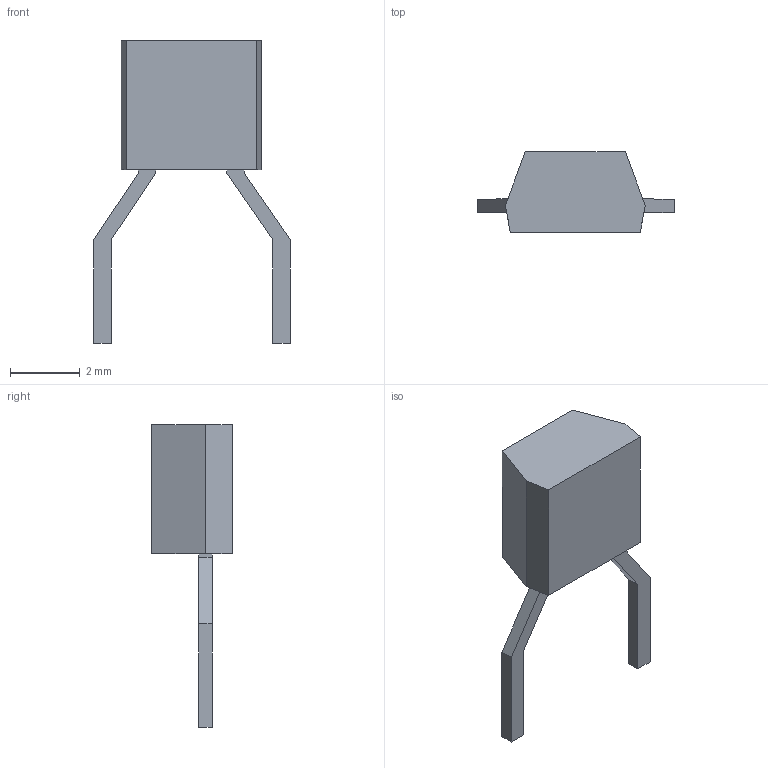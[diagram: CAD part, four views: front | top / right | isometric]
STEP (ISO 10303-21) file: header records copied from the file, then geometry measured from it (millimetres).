
FILE_DESCRIPTION(('FreeCAD Model'),'2;1');
FILE_NAME('TO-92S-2_Wide.step','2017-11-28T22:23:37',('kicad StepUp'),('ksu MCAD'), 'Open CASCADE STEP processor 6.8','FreeCAD','Unknown');
FILE_SCHEMA(('AUTOMOTIVE_DESIGN_CC2 { 1 2 10303 214 -1 1 5 4 }'));
Length unit declared in the file: millimetre
Products named in the file (1): TO-92S-2_Wide
Bounding box: 5.62 x 2.31 x 8.66 mm (x, y, z)
Volume: 32.4 mm3; surface area: 76.9 mm2
Topology: 1 solids, 1 shells, 26 faces, 66 edges, 44 vertices
Faces by surface type: plane 26
Entity records: 555 total; most frequent: ORIENTED_EDGE 94, EDGE_CURVE 66, LINE 66, CARTESIAN_POINT 57, VERTEX_POINT 44, FACE_BOUND 28, EDGE_LOOP 28, AXIS2_PLACEMENT_3D 27
